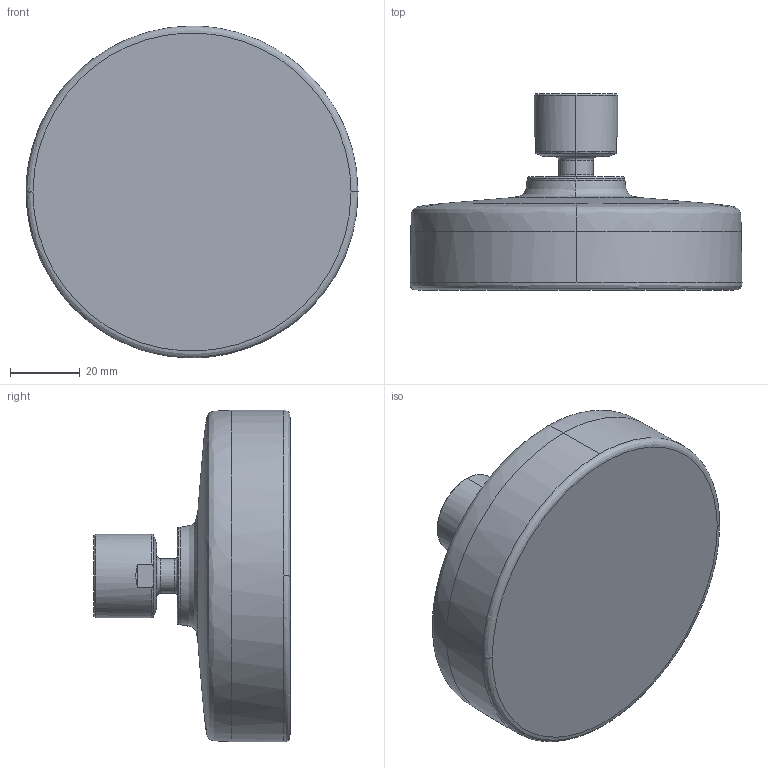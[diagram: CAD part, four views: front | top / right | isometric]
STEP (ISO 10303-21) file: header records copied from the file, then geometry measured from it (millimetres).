
FILE_DESCRIPTION (( 'STEP AP203' ), '1' );
FILE_NAME ('232055(2022)+44290180(2022).STEP', '2022-03-16T13:25:20', ( '' ), ( '' ), 'SwSTEP 2.0', 'SolidWorks 2016', '' );
FILE_SCHEMA (( 'CONFIG_CONTROL_DESIGN' ));
Length unit declared in the file: millimetre
Products named in the file (1): 232055(2022)+44290180(2022)
Bounding box: 95 x 56.13 x 95 mm (x, y, z)
Volume: 190164.4 mm3; surface area: 23274.3 mm2
Topology: 1 solids, 1 shells, 38 faces, 87 edges, 54 vertices
Faces by surface type: bspline 20, plane 8, cone 6, cylinder 4
Entity records: 3815 total; most frequent: CARTESIAN_POINT 3017, ORIENTED_EDGE 174, DIRECTION 120, EDGE_CURVE 87, VERTEX_POINT 54, AXIS2_PLACEMENT_3D 52, EDGE_LOOP 41, ADVANCED_FACE 38
